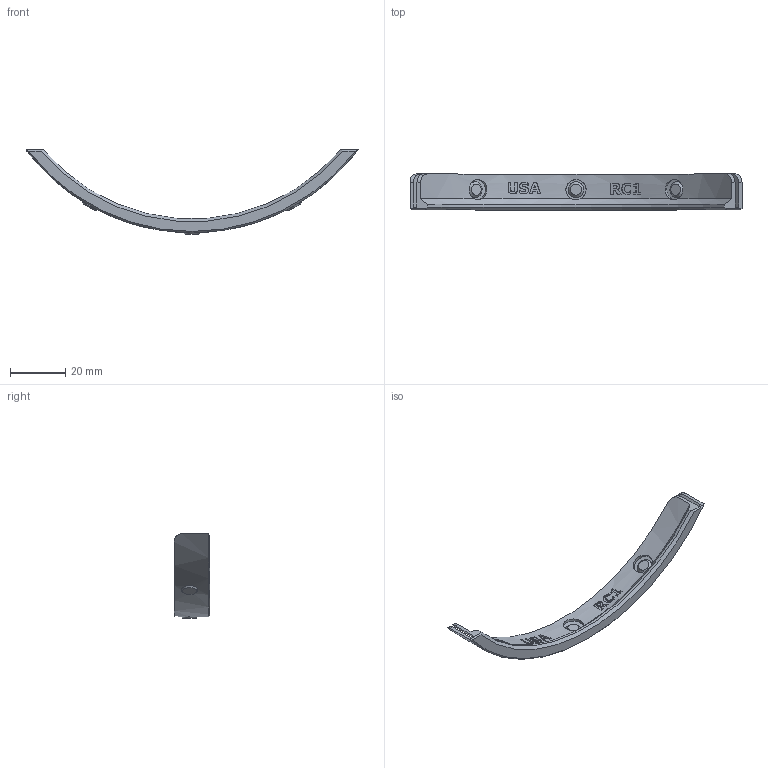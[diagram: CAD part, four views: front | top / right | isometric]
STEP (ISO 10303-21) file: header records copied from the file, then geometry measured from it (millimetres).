
FILE_DESCRIPTION(/* description */ (''),/* implementation_level */ '2;1');
FILE_NAME(/* name */ 'COVID19_SHIELD_REINFORCEMENT_USA_RC1.stp',/* time_stamp */ '2020-03-31T19:46:40+02:00',/* author */ ('krout'),/* organization */ (''),/* preprocessor_version */ 'ST-DEVELOPER v17.2',/* originating_system */ 'Autodesk Inventor 2019',/* authorisation */ '');
FILE_SCHEMA (('AUTOMOTIVE_DESIGN { 1 0 10303 214 3 1 1 }'));
Length unit declared in the file: millimetre
Products named in the file (1): Součást1
Bounding box: 120 x 13 x 30.5 mm (x, y, z)
Volume: 4219.8 mm3; surface area: 7686.4 mm2
Topology: 1 solids, 1 shells, 134 faces, 373 edges, 252 vertices
Faces by surface type: bspline 53, plane 52, cylinder 20, cone 9
Full cylindrical faces by diameter (mm): 7.3 x3
Entity records: 6050 total; most frequent: CARTESIAN_POINT 2926, ORIENTED_EDGE 746, DIRECTION 462, EDGE_CURVE 373, VERTEX_POINT 252, LINE 156, VECTOR 156, AXIS2_PLACEMENT_3D 153
